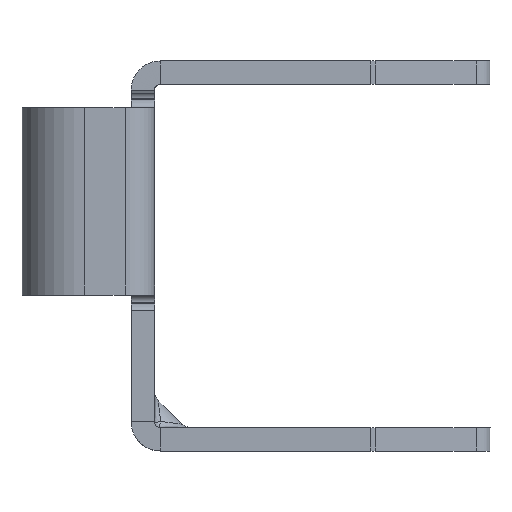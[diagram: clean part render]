
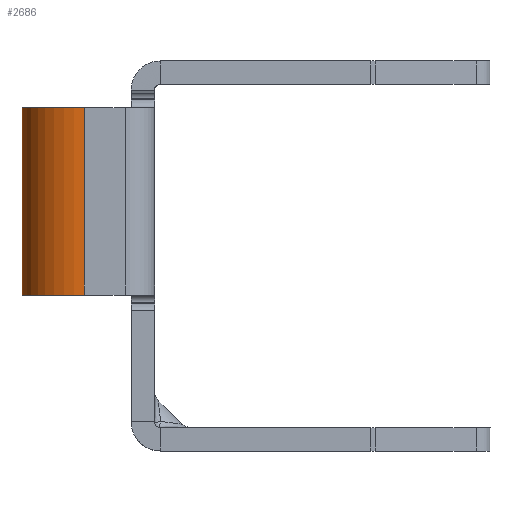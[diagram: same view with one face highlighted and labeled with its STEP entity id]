
A CAD part, left-side view. The second image highlights one B-rep face of the part: STEP entity #2686.
In plain terms, the highlighted cylindrical face has radius 1.6 mm (diameter 3.2 mm), a partial arc.
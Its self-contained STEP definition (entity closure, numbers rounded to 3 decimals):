
#193 = EDGE_CURVE ( 'NONE', #504, #506, #680, .T. ) ;
#201 = EDGE_CURVE ( 'NONE', #509, #510, #2916, .T. ) ;
#205 = EDGE_CURVE ( 'NONE', #510, #504, #2020, .T. ) ;
#207 = EDGE_CURVE ( 'NONE', #506, #512, #2010, .T. ) ;
#211 = EDGE_CURVE ( 'NONE', #512, #515, #2260, .T. ) ;
#213 = EDGE_CURVE ( 'NONE', #509, #515, #684, .T. ) ;
#504 = VERTEX_POINT ( 'NONE', #1622 ) ;
#506 = VERTEX_POINT ( 'NONE', #1624 ) ;
#509 = VERTEX_POINT ( 'NONE', #1627 ) ;
#510 = VERTEX_POINT ( 'NONE', #1628 ) ;
#512 = VERTEX_POINT ( 'NONE', #1630 ) ;
#515 = VERTEX_POINT ( 'NONE', #1633 ) ;
#680 = LINE ( 'NONE', #1159, #2023 ) ;
#684 = LINE ( 'NONE', #1217, #2041 ) ;
#759 = FACE_OUTER_BOUND ( 'NONE', #3575, .T. ) ;
#760 = CYLINDRICAL_SURFACE ( 'NONE', #2159, 1.6 ) ;
#1159 = CARTESIAN_POINT ( 'NONE',  ( -3.95, 1.8, -4.8 ) ) ;
#1160 = DIRECTION ( 'NONE',  ( 0., 0., -1. ) ) ;
#1179 = CARTESIAN_POINT ( 'NONE',  ( -0.75, 1.8, -0.065 ) ) ;
#1180 = CARTESIAN_POINT ( 'NONE',  ( -0.75, 1.951, -0.043 ) ) ;
#1181 = CARTESIAN_POINT ( 'NONE',  ( -0.772, 2.102, -0.022 ) ) ;
#1182 = CARTESIAN_POINT ( 'NONE',  ( -0.814, 2.247, 0. ) ) ;
#1193 = CARTESIAN_POINT ( 'NONE',  ( -2.35, 1.8, 0. ) ) ;
#1194 = DIRECTION ( 'NONE',  ( 0., 0., 1. ) ) ;
#1195 = DIRECTION ( 'NONE',  ( 0., -1., 0. ) ) ;
#1199 = CARTESIAN_POINT ( 'NONE',  ( -2.35, 1.8, -4.8 ) ) ;
#1200 = DIRECTION ( 'NONE',  ( 0., 0., -1. ) ) ;
#1201 = DIRECTION ( 'NONE',  ( 1., 0., 0. ) ) ;
#1211 = CARTESIAN_POINT ( 'NONE',  ( -0.814, 2.247, -4.8 ) ) ;
#1212 = CARTESIAN_POINT ( 'NONE',  ( -0.772, 2.102, -4.778 ) ) ;
#1213 = CARTESIAN_POINT ( 'NONE',  ( -0.75, 1.951, -4.757 ) ) ;
#1214 = CARTESIAN_POINT ( 'NONE',  ( -0.75, 1.8, -4.735 ) ) ;
#1217 = CARTESIAN_POINT ( 'NONE',  ( -0.75, 1.8, -4.8 ) ) ;
#1218 = DIRECTION ( 'NONE',  ( 0., 0., -1. ) ) ;
#1622 = CARTESIAN_POINT ( 'NONE',  ( -3.95, 1.8, 0. ) ) ;
#1624 = CARTESIAN_POINT ( 'NONE',  ( -3.95, 1.8, -4.8 ) ) ;
#1627 = CARTESIAN_POINT ( 'NONE',  ( -0.75, 1.8, -0.065 ) ) ;
#1628 = CARTESIAN_POINT ( 'NONE',  ( -0.814, 2.247, 0. ) ) ;
#1630 = CARTESIAN_POINT ( 'NONE',  ( -0.814, 2.247, -4.8 ) ) ;
#1633 = CARTESIAN_POINT ( 'NONE',  ( -0.75, 1.8, -4.735 ) ) ;
#1704 = CARTESIAN_POINT ( 'NONE',  ( -2.35, 1.8, -8.635 ) ) ;
#1705 = DIRECTION ( 'NONE',  ( 0., 0., 1. ) ) ;
#1706 = DIRECTION ( 'NONE',  ( 0., -1., 0. ) ) ;
#2010 = CIRCLE ( 'NONE', #2038, 1.6 ) ;
#2020 = CIRCLE ( 'NONE', #2036, 1.6 ) ;
#2023 = VECTOR ( 'NONE', #1160, 1000. ) ;
#2036 = AXIS2_PLACEMENT_3D ( 'NONE', #1193, #1194, #1195 ) ;
#2038 = AXIS2_PLACEMENT_3D ( 'NONE', #1199, #1200, #1201 ) ;
#2041 = VECTOR ( 'NONE', #1218, 1000. ) ;
#2159 = AXIS2_PLACEMENT_3D ( 'NONE', #1704, #1705, #1706 ) ;
#2260 = B_SPLINE_CURVE_WITH_KNOTS ( 'NONE', 3,
 ( #1211, #1212, #1213, #1214 ),
 .UNSPECIFIED., .F., .F.,
 ( 4, 4 ),
 ( 0., 1. ),
 .UNSPECIFIED. ) ;
#2686 = ADVANCED_FACE ( 'NONE', ( #759 ), #760, .T. ) ;
#2916 = B_SPLINE_CURVE_WITH_KNOTS ( 'NONE', 3,
 ( #1179, #1180, #1181, #1182 ),
 .UNSPECIFIED., .F., .F.,
 ( 4, 4 ),
 ( 0., 1. ),
 .UNSPECIFIED. ) ;
#3202 = ORIENTED_EDGE ( 'NONE', *, *, #207, .F. ) ;
#3204 = ORIENTED_EDGE ( 'NONE', *, *, #201, .F. ) ;
#3205 = ORIENTED_EDGE ( 'NONE', *, *, #193, .F. ) ;
#3206 = ORIENTED_EDGE ( 'NONE', *, *, #205, .F. ) ;
#3207 = ORIENTED_EDGE ( 'NONE', *, *, #213, .T. ) ;
#3208 = ORIENTED_EDGE ( 'NONE', *, *, #211, .F. ) ;
#3575 = EDGE_LOOP ( 'NONE', ( #3202, #3205, #3206, #3204, #3207, #3208 ) ) ;
